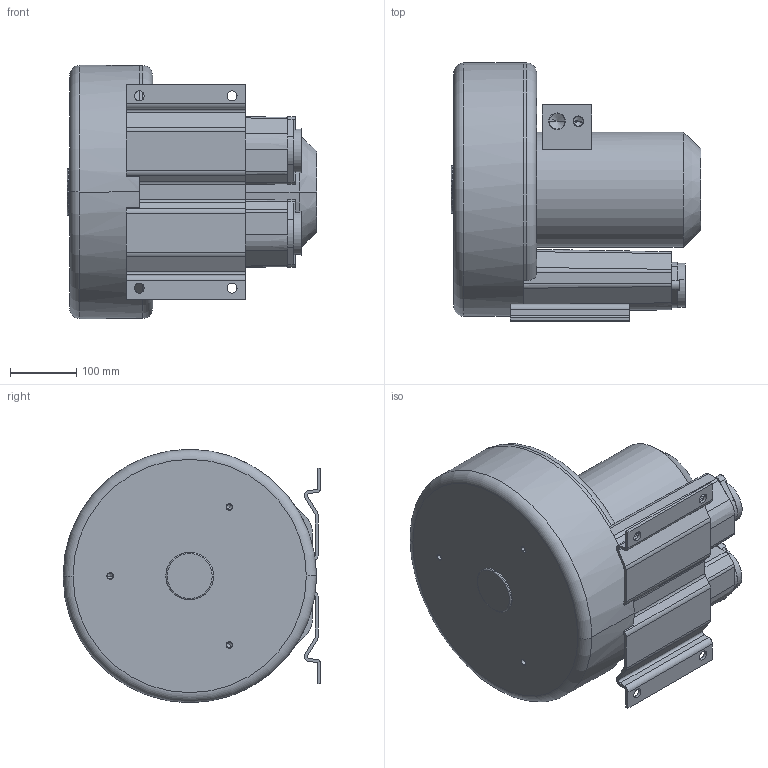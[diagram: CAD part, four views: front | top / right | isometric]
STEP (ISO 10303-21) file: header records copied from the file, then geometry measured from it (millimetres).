
FILE_DESCRIPTION((''),'2;1');
FILE_NAME('VSC0315_1MT161_6_GEWFL_ASM','2009-05-18T',('rnennstiel'),('MTC GmbH'),'PRO/ENGINEER BY PARAMETRIC TECHNOLOGY CORPORATION, 2008310','PRO/ENGINEER BY PARAMETRIC TECHNOLOGY CORPORATION, 2008310','');
FILE_SCHEMA(('AUTOMOTIVE_DESIGN_CC2 { 1 2 10303 214 -1 1 5 2 }'));
Length unit declared in the file: millimetre
Products named in the file (3): VSC0315_1MT161_6; GEWINDEFLANSCH_001; VSC0315_1MT161_6_GEWFL_ASM
Assembly tree (3 placements, depth 2):
  VSC0315_1MT161_6_GEWFL_ASM
    VSC0315_1MT161_6
    GEWINDEFLANSCH_001  x2
Bounding box: 377 x 389 x 382 mm (x, y, z)
Volume: 21600602 mm3; surface area: 965037.9 mm2
Topology: 3 solids, 20 shells, 996 faces, 2728 edges, 1797 vertices
Faces by surface type: extrusion 414, plane 360, cylinder 168, cone 49, torus 5
Entity records: 33417 total; most frequent: CARTESIAN_POINT 10119, ORIENTED_EDGE 5156, DIRECTION 3648, EDGE_CURVE 2610, VERTEX_POINT 1739, VECTOR 1674, B_SPLINE_CURVE_WITH_KNOTS 1337, LINE 1260
